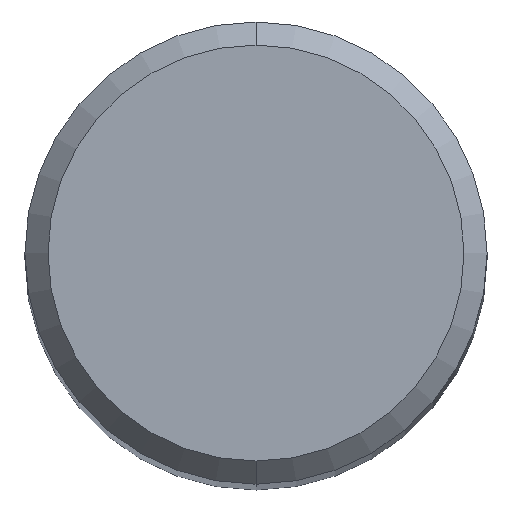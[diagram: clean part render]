
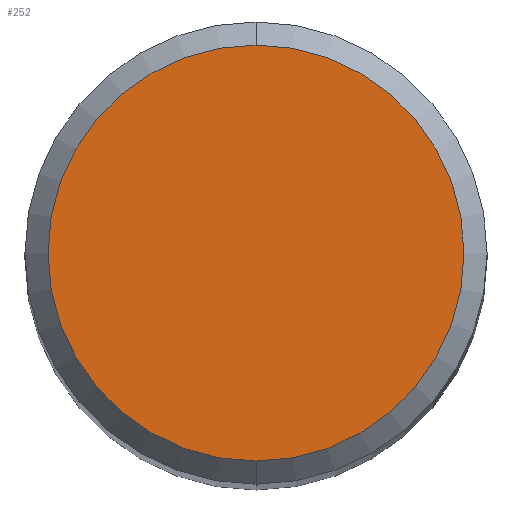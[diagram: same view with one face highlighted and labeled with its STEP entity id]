
A CAD part, top view. The second image highlights one B-rep face of the part: STEP entity #252.
In plain terms, the highlighted planar face has unit normal (0, 0, 1).
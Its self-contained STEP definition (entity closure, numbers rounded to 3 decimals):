
#252=ADVANCED_FACE('',(#564),#565,.T.);
#296=EDGE_CURVE('',#402,#350,#611,.T.);
#350=VERTEX_POINT('',#671);
#402=VERTEX_POINT('',#730);
#410=EDGE_CURVE('',#350,#402,#738,.T.);
#564=FACE_OUTER_BOUND('',#987,.T.);
#565=PLANE('',#988);
#611=CIRCLE('',#1087,3.6);
#671=CARTESIAN_POINT('',(0.,-3.6,0.0));
#730=CARTESIAN_POINT('',(0.0,3.6,0.0));
#738=CIRCLE('',#1320,3.6);
#987=EDGE_LOOP('',(#1554,#1555));
#988=AXIS2_PLACEMENT_3D('',#1556,#1557,#1558);
#1087=AXIS2_PLACEMENT_3D('',#1586,#1587,#1588);
#1320=AXIS2_PLACEMENT_3D('',#1738,#1739,#1740);
#1554=ORIENTED_EDGE('',*,*,#296,.F.);
#1555=ORIENTED_EDGE('',*,*,#410,.F.);
#1556=CARTESIAN_POINT('',(0.0,1.8,0.0));
#1557=DIRECTION('',(-0.0,0.0,1.0));
#1558=DIRECTION('',(0.0,-1.0,0.0));
#1586=CARTESIAN_POINT('',(0.0,0.0,0.0));
#1587=DIRECTION('',(0.0,0.0,-1.0));
#1588=DIRECTION('',(0.0,1.0,0.0));
#1738=CARTESIAN_POINT('',(0.0,0.0,0.0));
#1739=DIRECTION('',(0.0,0.0,-1.0));
#1740=DIRECTION('',(0.0,1.0,0.0));
